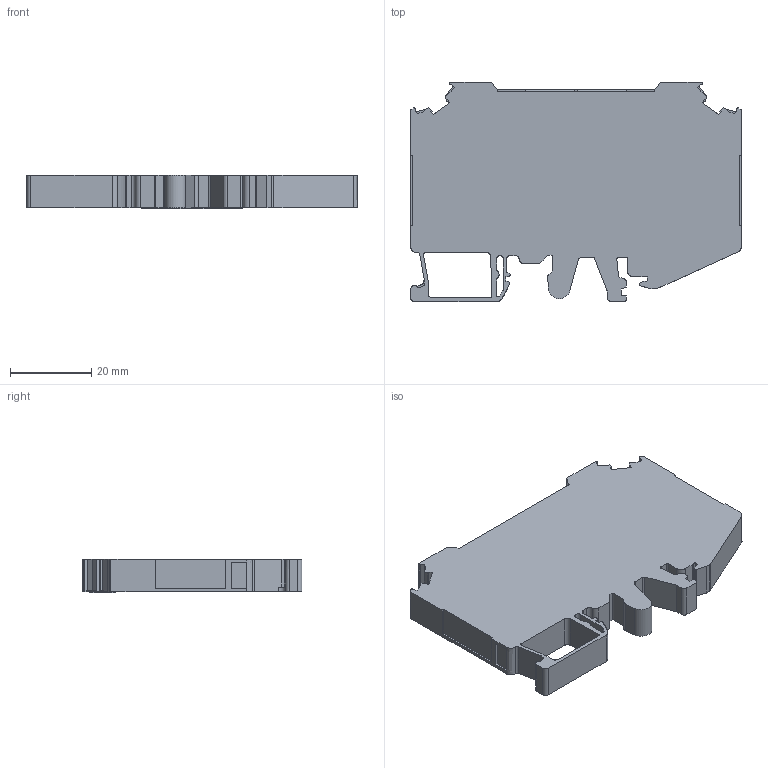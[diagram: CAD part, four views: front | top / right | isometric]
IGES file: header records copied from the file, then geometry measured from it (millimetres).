
Start section: SolidWorks IGES file using analytic representation for surfaces
Global section: file name: 375919_WGO Y6_GR.IGS; native system: SolidWorks 2015; preprocessor: SolidWorks 2015; author: guveng; date: 150810.093645; units: millimetre
Bounding box: 81.2 x 54.02 x 8.15 mm (x, y, z)
Surface area: 10493.7 mm2 (no closed solid volume)
Topology: 0 solids, 0 shells, 243 faces, 2768 edges, 3448 vertices
Faces by surface type: bspline 165, revolution 78
